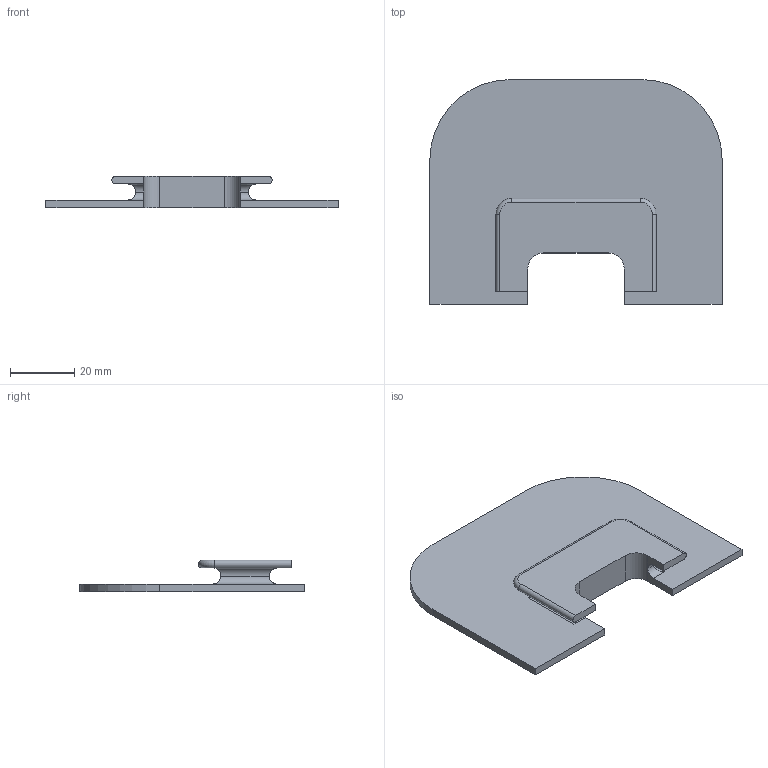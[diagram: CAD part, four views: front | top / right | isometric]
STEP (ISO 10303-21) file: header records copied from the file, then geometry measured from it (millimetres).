
FILE_DESCRIPTION (( 'STEP AP214' ), '1' );
FILE_NAME ('zyxel.STEP', '2026-02-21T00:14:29', ( 'xxx' ), ( '' ), 'SwSTEP 2.0', 'SolidWorks 2025', '' );
FILE_SCHEMA (( 'AUTOMOTIVE_DESIGN' ));
Length unit declared in the file: millimetre
Products named in the file (1): zyxel
Bounding box: 91 x 70 x 9.8 mm (x, y, z)
Volume: 18191.9 mm3; surface area: 14153.4 mm2
Topology: 1 solids, 1 shells, 36 faces, 94 edges, 60 vertices
Faces by surface type: cylinder 18, plane 16, torus 2
Entity records: 1121 total; most frequent: CARTESIAN_POINT 215, ORIENTED_EDGE 188, DIRECTION 184, EDGE_CURVE 94, VECTOR 62, LINE 62, AXIS2_PLACEMENT_3D 61, VERTEX_POINT 60
